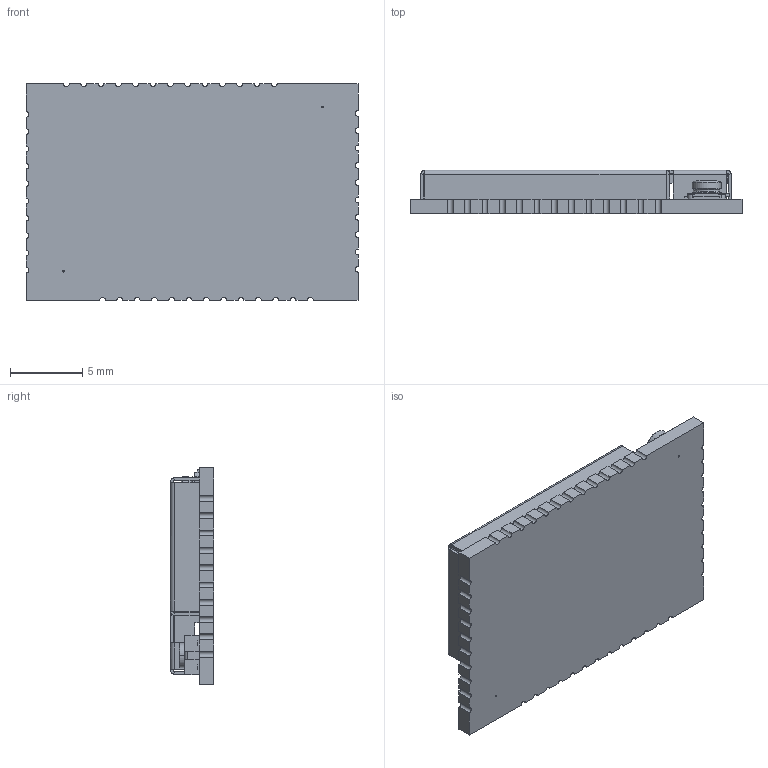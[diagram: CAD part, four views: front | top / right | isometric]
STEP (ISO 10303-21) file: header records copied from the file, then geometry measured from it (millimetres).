
FILE_DESCRIPTION((''),'2;1');
FILE_NAME('PWB-RAK11300_ASM','2021-07-19T',('lina'),(''),'PRO/ENGINEER BY PARAMETRIC TECHNOLOGY CORPORATION, 2010280','PRO/ENGINEER BY PARAMETRIC TECHNOLOGY CORPORATION, 2010280','');
FILE_SCHEMA(('AUTOMOTIVE_DESIGN { 1 2 10303 214 0 1 1 1 }'));
Length unit declared in the file: millimetre
Products named in the file (5): PWB-RAK11300; IPEX-FEMALE; RAKU70580016; 1610C00D; PWB-RAK11300_ASM
Assembly tree (4 placements, depth 2):
  PWB-RAK11300_ASM
    PWB-RAK11300
    IPEX-FEMALE
    RAKU70580016
    1610C00D
Bounding box: 23 x 3 x 15 mm (x, y, z)
Volume: 425.7 mm3; surface area: 1566.5 mm2
Topology: 4 solids, 4 shells, 314 faces, 836 edges, 529 vertices
Faces by surface type: plane 206, cylinder 97, cone 7, torus 2, sphere 2
Entity records: 11802 total; most frequent: CARTESIAN_POINT 1721, DIRECTION 1692, ORIENTED_EDGE 1664, EDGE_CURVE 832, VECTOR 608, LINE 608, PRESENTATION_STYLE_ASSIGNMENT 605, STYLED_ITEM 605
